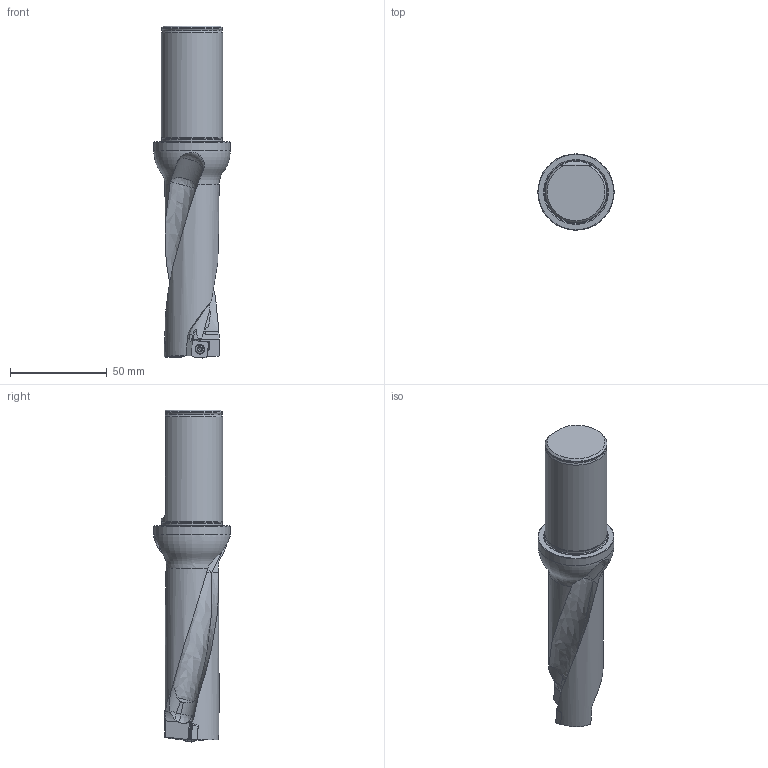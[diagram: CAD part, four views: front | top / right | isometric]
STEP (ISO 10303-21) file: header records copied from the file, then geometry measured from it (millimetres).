
FILE_DESCRIPTION(/* description */ (''),/* implementation_level */ '2;1');
FILE_NAME(/* name */ 'toolassembly_1.stp',/* time_stamp */ '2020-07-07T15:53:55+02:00',/* author */ (''),/* organization */ ('SMS'),/* preprocessor_version */ 'ST-DEVELOPER v16.7',/* originating_system */ 'SIEMENS PLM Software NX 12.0',/* authorisation */ '');
FILE_SCHEMA (('AUTOMOTIVE_DESIGN { 1 0 10303 214 3 1 1 1 }'));
Length unit declared in the file: millimetre
Products named in the file (5): CUT_20200707155209; CUT_20200707155207; NOCUT_20200707155158; ASSEMBLY_CONSTRUCTION; TOOLASSEMBLY_1
Assembly tree (4 placements, depth 2):
  TOOLASSEMBLY_1
    ASSEMBLY_CONSTRUCTION
    NOCUT_20200707155158
    CUT_20200707155207
    CUT_20200707155209
Bounding box: 39.5 x 39.5 x 172 mm (x, y, z)
Volume: 96850.5 mm3; surface area: 20406.4 mm2
Topology: 3 solids, 3 shells, 249 faces, 668 edges, 430 vertices
Faces by surface type: plane 90, cylinder 60, cone 26, extrusion 24, bspline 22, torus 14, sphere 12, revolution 1
Full cylindrical faces by diameter (mm): 2.5 x1, 3.2 x2, 4.4 x2, 31.5 x1, 31.992 x1, 39.5 x1
Entity records: 11396 total; most frequent: CARTESIAN_POINT 5362, ORIENTED_EDGE 1222, DIRECTION 1168, EDGE_CURVE 611, AXIS2_PLACEMENT_3D 461, VERTEX_POINT 407, EDGE_LOOP 290, ADVANCED_FACE 249
